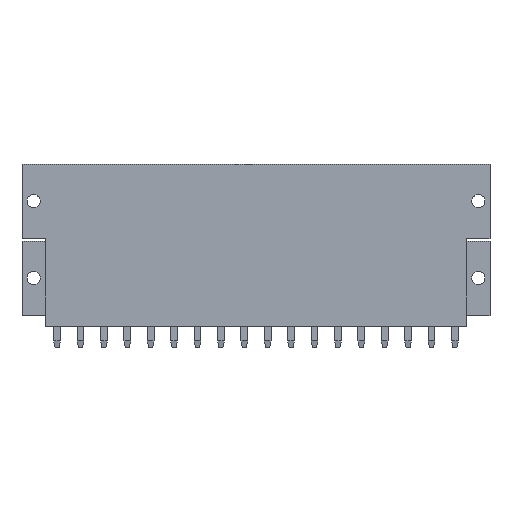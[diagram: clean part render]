
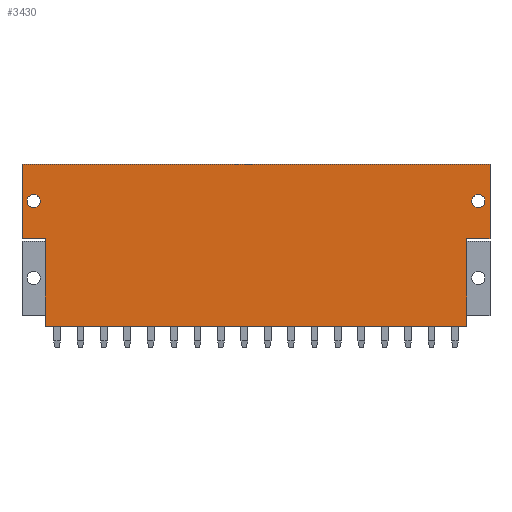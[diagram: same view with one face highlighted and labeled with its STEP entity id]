
A CAD part, front view. The second image highlights one B-rep face of the part: STEP entity #3430.
In plain terms, the highlighted planar face has unit normal (0, -1, 0).
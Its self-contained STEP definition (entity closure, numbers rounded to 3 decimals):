
#3344=AXIS2_PLACEMENT_3D('Plane Axis2P3D',#3341,#3342,#3343) ;
#3396=AXIS2_PLACEMENT_3D('Circle Axis2P3D',#3394,#3395,$) ;
#3405=AXIS2_PLACEMENT_3D('Circle Axis2P3D',#3403,#3404,$) ;
#3414=AXIS2_PLACEMENT_3D('Circle Axis2P3D',#3412,#3413,$) ;
#3423=AXIS2_PLACEMENT_3D('Circle Axis2P3D',#3421,#3422,$) ;
#40=CARTESIAN_POINT('Vertex',(0.,0.,27.4)) ;
#45=CARTESIAN_POINT('Line Origine',(35.,0.,27.4)) ;
#49=CARTESIAN_POINT('Vertex',(70.,0.,27.4)) ;
#2095=CARTESIAN_POINT('Vertex',(66.5,0.,3.2)) ;
#2098=CARTESIAN_POINT('Line Origine',(35.,0.,3.2)) ;
#2102=CARTESIAN_POINT('Vertex',(3.5,0.,3.2)) ;
#3341=CARTESIAN_POINT('Axis2P3D Location',(3.5,0.,27.4)) ;
#3346=CARTESIAN_POINT('Line Origine',(66.5,0.,9.75)) ;
#3350=CARTESIAN_POINT('Vertex',(66.5,0.,16.3)) ;
#3353=CARTESIAN_POINT('Line Origine',(68.25,0.,16.3)) ;
#3357=CARTESIAN_POINT('Vertex',(70.,0.,16.3)) ;
#3360=CARTESIAN_POINT('Line Origine',(70.,0.,21.85)) ;
#3365=CARTESIAN_POINT('Line Origine',(0.,0.,21.85)) ;
#3369=CARTESIAN_POINT('Vertex',(0.,0.,16.3)) ;
#3372=CARTESIAN_POINT('Line Origine',(1.75,0.,16.3)) ;
#3376=CARTESIAN_POINT('Vertex',(3.5,0.,16.3)) ;
#3379=CARTESIAN_POINT('Line Origine',(3.5,0.,9.75)) ;
#3394=CARTESIAN_POINT('Axis2P3D Location',(68.25,0.,21.9)) ;
#3398=CARTESIAN_POINT('Vertex',(67.25,0.,21.9)) ;
#3400=CARTESIAN_POINT('Vertex',(69.25,0.,21.9)) ;
#3403=CARTESIAN_POINT('Axis2P3D Location',(68.25,0.,21.9)) ;
#3412=CARTESIAN_POINT('Axis2P3D Location',(1.75,0.,21.9)) ;
#3416=CARTESIAN_POINT('Vertex',(2.75,0.,21.9)) ;
#3418=CARTESIAN_POINT('Vertex',(0.75,0.,21.9)) ;
#3421=CARTESIAN_POINT('Axis2P3D Location',(1.75,0.,21.9)) ;
#46=DIRECTION('Vector Direction',(1.,0.,0.)) ;
#2099=DIRECTION('Vector Direction',(1.,0.,0.)) ;
#3342=DIRECTION('Axis2P3D Direction',(0.,-1.,0.)) ;
#3343=DIRECTION('Axis2P3D XDirection',(0.,0.,-1.)) ;
#3347=DIRECTION('Vector Direction',(0.,0.,-1.)) ;
#3354=DIRECTION('Vector Direction',(1.,0.,0.)) ;
#3361=DIRECTION('Vector Direction',(0.,0.,-1.)) ;
#3366=DIRECTION('Vector Direction',(0.,0.,-1.)) ;
#3373=DIRECTION('Vector Direction',(1.,0.,0.)) ;
#3380=DIRECTION('Vector Direction',(0.,0.,-1.)) ;
#3395=DIRECTION('Axis2P3D Direction',(0.,-1.,0.)) ;
#3404=DIRECTION('Axis2P3D Direction',(0.,-1.,0.)) ;
#3413=DIRECTION('Axis2P3D Direction',(0.,-1.,0.)) ;
#3422=DIRECTION('Axis2P3D Direction',(0.,-1.,0.)) ;
#47=VECTOR('Line Direction',#46,1.) ;
#2100=VECTOR('Line Direction',#2099,1.) ;
#3348=VECTOR('Line Direction',#3347,1.) ;
#3355=VECTOR('Line Direction',#3354,1.) ;
#3362=VECTOR('Line Direction',#3361,1.) ;
#3367=VECTOR('Line Direction',#3366,1.) ;
#3374=VECTOR('Line Direction',#3373,1.) ;
#3381=VECTOR('Line Direction',#3380,1.) ;
#3385=ORIENTED_EDGE('',*,*,#3352,.T.) ;
#3386=ORIENTED_EDGE('',*,*,#3359,.F.) ;
#3387=ORIENTED_EDGE('',*,*,#3364,.T.) ;
#3388=ORIENTED_EDGE('',*,*,#51,.T.) ;
#3389=ORIENTED_EDGE('',*,*,#3371,.F.) ;
#3390=ORIENTED_EDGE('',*,*,#3378,.T.) ;
#3391=ORIENTED_EDGE('',*,*,#3383,.F.) ;
#3392=ORIENTED_EDGE('',*,*,#2104,.T.) ;
#3409=ORIENTED_EDGE('',*,*,#3402,.F.) ;
#3410=ORIENTED_EDGE('',*,*,#3407,.F.) ;
#3427=ORIENTED_EDGE('',*,*,#3420,.T.) ;
#3428=ORIENTED_EDGE('',*,*,#3425,.T.) ;
#3411=FACE_BOUND('',#3408,.T.) ;
#3429=FACE_BOUND('',#3426,.T.) ;
#3430=ADVANCED_FACE('Housing',(#3393,#3411,#3429),#3345,.T.) ;
#3397=CIRCLE('generated circle',#3396,1.) ;
#3406=CIRCLE('generated circle',#3405,1.) ;
#3415=CIRCLE('generated circle',#3414,1.) ;
#3424=CIRCLE('generated circle',#3423,1.) ;
#51=EDGE_CURVE('',#50,#41,#48,.F.) ;
#2104=EDGE_CURVE('',#2103,#2096,#2101,.T.) ;
#3352=EDGE_CURVE('',#2096,#3351,#3349,.F.) ;
#3359=EDGE_CURVE('',#3358,#3351,#3356,.F.) ;
#3364=EDGE_CURVE('',#3358,#50,#3363,.F.) ;
#3371=EDGE_CURVE('',#3370,#41,#3368,.F.) ;
#3378=EDGE_CURVE('',#3370,#3377,#3375,.T.) ;
#3383=EDGE_CURVE('',#2103,#3377,#3382,.F.) ;
#3402=EDGE_CURVE('',#3399,#3401,#3397,.T.) ;
#3407=EDGE_CURVE('',#3401,#3399,#3406,.T.) ;
#3420=EDGE_CURVE('',#3417,#3419,#3415,.F.) ;
#3425=EDGE_CURVE('',#3419,#3417,#3424,.F.) ;
#3384=EDGE_LOOP('',(#3385,#3386,#3387,#3388,#3389,#3390,#3391,#3392)) ;
#3408=EDGE_LOOP('',(#3409,#3410)) ;
#3426=EDGE_LOOP('',(#3427,#3428)) ;
#3393=FACE_OUTER_BOUND('',#3384,.T.) ;
#48=LINE('Line',#45,#47) ;
#2101=LINE('Line',#2098,#2100) ;
#3349=LINE('Line',#3346,#3348) ;
#3356=LINE('Line',#3353,#3355) ;
#3363=LINE('Line',#3360,#3362) ;
#3368=LINE('Line',#3365,#3367) ;
#3375=LINE('Line',#3372,#3374) ;
#3382=LINE('Line',#3379,#3381) ;
#3345=PLANE('',#3344) ;
#41=VERTEX_POINT('',#40) ;
#50=VERTEX_POINT('',#49) ;
#2096=VERTEX_POINT('',#2095) ;
#2103=VERTEX_POINT('',#2102) ;
#3351=VERTEX_POINT('',#3350) ;
#3358=VERTEX_POINT('',#3357) ;
#3370=VERTEX_POINT('',#3369) ;
#3377=VERTEX_POINT('',#3376) ;
#3399=VERTEX_POINT('',#3398) ;
#3401=VERTEX_POINT('',#3400) ;
#3417=VERTEX_POINT('',#3416) ;
#3419=VERTEX_POINT('',#3418) ;
